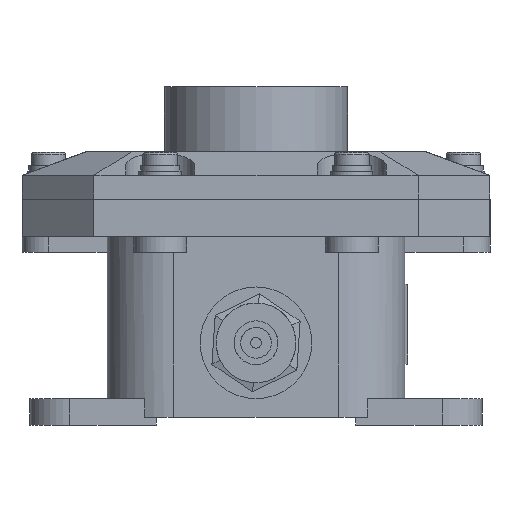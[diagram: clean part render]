
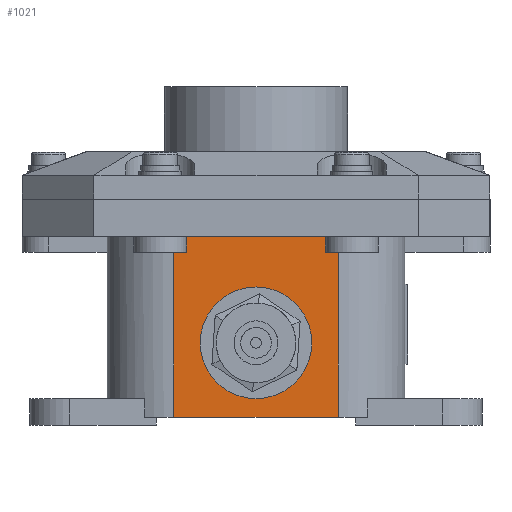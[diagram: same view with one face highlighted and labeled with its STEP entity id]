
A CAD part, left-side view. The second image highlights one B-rep face of the part: STEP entity #1021.
In plain terms, the highlighted planar face has unit normal (-1, 0, 0).
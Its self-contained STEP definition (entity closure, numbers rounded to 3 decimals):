
#1021=ADVANCED_FACE('',(#27673,#27675),#27677,.T.);
#27673=FACE_BOUND('',#27674,.T.);
#27674=EDGE_LOOP('',(#59555,#59556,#59557,#59558,#59559,#59560,#59561,#59562));
#27675=FACE_BOUND('',#27676,.T.);
#27676=EDGE_LOOP('',(#59563));
#27677=PLANE('',#27678);
#27678=AXIS2_PLACEMENT_3D('',#27679,#27680,#27681);
#27679=CARTESIAN_POINT('',(-132.5,-31.,0.));
#27680=DIRECTION('',(-1.,0.,0.));
#27681=DIRECTION('',(0.,0.,1.));
#59555=ORIENTED_EDGE('',*,*,#75333,.T.);
#59556=ORIENTED_EDGE('',*,*,#75334,.T.);
#59557=ORIENTED_EDGE('',*,*,#75335,.T.);
#59558=ORIENTED_EDGE('',*,*,#75336,.T.);
#59559=ORIENTED_EDGE('',*,*,#75337,.T.);
#59560=ORIENTED_EDGE('',*,*,#75338,.F.);
#59561=ORIENTED_EDGE('',*,*,#75339,.F.);
#59562=ORIENTED_EDGE('',*,*,#75340,.F.);
#59563=ORIENTED_EDGE('',*,*,#75331,.T.);
#75331=EDGE_CURVE('',#83139,#83139,#83140,.T.);
#75333=EDGE_CURVE('',#83143,#83144,#83145,.T.);
#75334=EDGE_CURVE('',#83144,#83146,#83147,.T.);
#75335=EDGE_CURVE('',#83146,#83148,#83149,.T.);
#75336=EDGE_CURVE('',#83148,#83150,#83151,.T.);
#75337=EDGE_CURVE('',#83150,#83152,#83153,.T.);
#75338=EDGE_CURVE('',#83154,#83152,#83155,.T.);
#75339=EDGE_CURVE('',#83156,#83154,#83157,.T.);
#75340=EDGE_CURVE('',#83143,#83156,#83158,.T.);
#83139=VERTEX_POINT('',#96074);
#83140=CIRCLE('',#96075,21.);
#83143=VERTEX_POINT('',#96188);
#83144=VERTEX_POINT('',#96189);
#83145=LINE('',#96190,#96191);
#83146=VERTEX_POINT('',#96193);
#83147=LINE('',#96194,#96195);
#83148=VERTEX_POINT('',#96197);
#83149=LINE('',#96198,#96199);
#83150=VERTEX_POINT('',#96201);
#83151=LINE('',#96202,#96203);
#83152=VERTEX_POINT('',#96205);
#83153=LINE('',#96206,#96207);
#83154=VERTEX_POINT('',#96209);
#83155=LINE('',#96210,#96211);
#83156=VERTEX_POINT('',#96213);
#83157=LINE('',#96214,#96215);
#83158=LINE('',#96217,#96218);
#96074=CARTESIAN_POINT('',(-132.5,21.,28.));
#96075=AXIS2_PLACEMENT_3D('',#96076,#96077,#96078);
#96076=CARTESIAN_POINT('',(-132.5,0.,28.));
#96077=DIRECTION('',(1.,-0.,-0.));
#96078=DIRECTION('',(0.,1.,0.));
#96188=CARTESIAN_POINT('',(-132.5,-31.,62.));
#96189=CARTESIAN_POINT('',(-132.5,-26.,62.));
#96190=CARTESIAN_POINT('',(-132.5,-31.,62.));
#96191=VECTOR('',#96192,1.);
#96192=DIRECTION('',(0.,1.,0.));
#96193=CARTESIAN_POINT('',(-132.5,-26.,68.));
#96194=CARTESIAN_POINT('',(-132.5,-26.,62.));
#96195=VECTOR('',#96196,1.);
#96196=DIRECTION('',(0.,0.,1.));
#96197=CARTESIAN_POINT('',(-132.5,26.,68.));
#96198=CARTESIAN_POINT('',(-132.5,-26.,68.));
#96199=VECTOR('',#96200,1.);
#96200=DIRECTION('',(0.,1.,0.));
#96201=CARTESIAN_POINT('',(-132.5,26.,62.));
#96202=CARTESIAN_POINT('',(-132.5,26.,68.));
#96203=VECTOR('',#96204,1.);
#96204=DIRECTION('',(0.,0.,-1.));
#96205=CARTESIAN_POINT('',(-132.5,31.,62.));
#96206=CARTESIAN_POINT('',(-132.5,26.,62.));
#96207=VECTOR('',#96208,1.);
#96208=DIRECTION('',(0.,1.,0.));
#96209=CARTESIAN_POINT('',(-132.5,31.,0.));
#96210=CARTESIAN_POINT('',(-132.5,31.,0.));
#96211=VECTOR('',#96212,1.);
#96212=DIRECTION('',(0.,0.,1.));
#96213=CARTESIAN_POINT('',(-132.5,-31.,0.));
#96214=CARTESIAN_POINT('',(-132.5,-31.,0.));
#96215=VECTOR('',#96216,1.);
#96216=DIRECTION('',(0.,1.,0.));
#96217=CARTESIAN_POINT('',(-132.5,-31.,62.));
#96218=VECTOR('',#96219,1.);
#96219=DIRECTION('',(0.,0.,-1.));
